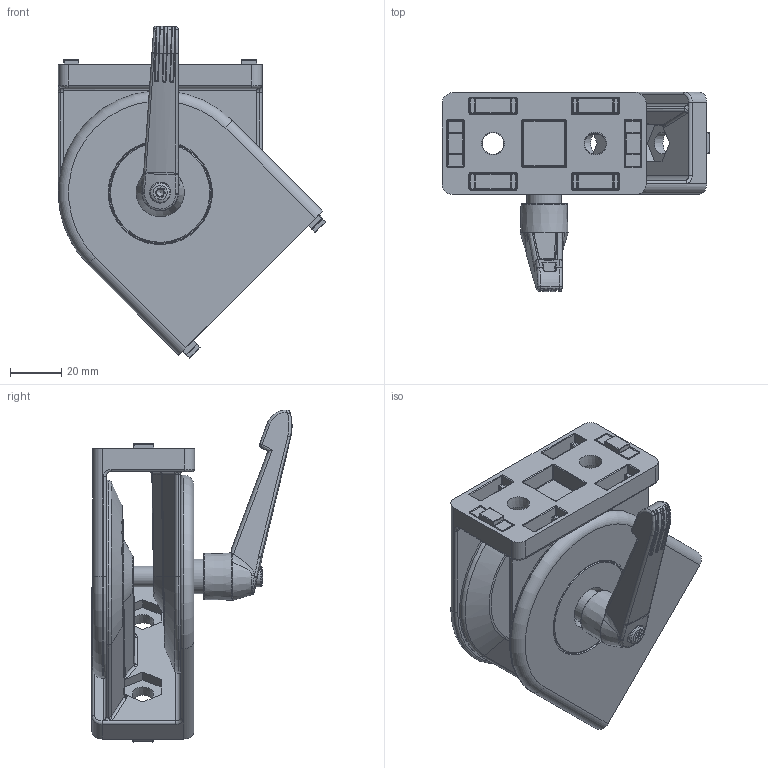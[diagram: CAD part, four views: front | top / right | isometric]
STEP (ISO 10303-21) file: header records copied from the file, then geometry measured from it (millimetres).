
FILE_DESCRIPTION(/* description */ ('KriTec Gelenk 8 80x40 mit Klemmhebel'),/* implementation_level */ '2;1');
FILE_NAME(/* name */ '11279_KriTec_Gelenk_8_80x40_mit_Klemmhebel.stp',/* time_stamp */ '2020-02-12T11:17:07+01:00',/* author */ ('Nell'),/* organization */ (''),/* preprocessor_version */ 'ST-DEVELOPER v17',/* originating_system */ 'Autodesk Inventor 2018',/* authorisation */ '');
FILE_SCHEMA (('AUTOMOTIVE_DESIGN { 1 0 10303 214 3 1 1 }'));
Length unit declared in the file: millimetre
Products named in the file (9): 11279; 11271_2 (2); 11271_3 (2); 11271_1 (2); 11271_4 (2); 11271_5 (2); 11279_8; 11279_2; 11279_1
Assembly tree (14 placements, depth 3):
  11279
    11271_2 (2)  x2
    11271_4 (2)  x2
    11271_3 (2)  x2
    11271_1 (2)
    11271_5 (2)  x4
    11279_8
      11279_2
      11279_1
Bounding box: 104.45 x 78.16 x 129.73 mm (x, y, z)
Volume: 172530.6 mm3; surface area: 91589.8 mm2
Topology: 13 solids, 14 shells, 1856 faces, 4411 edges, 2442 vertices
Faces by surface type: cylinder 664, plane 440, bspline 308, sphere 175, torus 159, cone 110
Full cylindrical faces by diameter (mm): 2 x4, 4.4 x1, 6.8 x3, 7 x1, 8 x3, 8.2 x1, 9 x2, 13 x1, 13.5 x1, 14 x1, 16 x1, 20 x2, 28 x2, 40 x2, 69.6 x2, 70 x2
Entity records: 36423 total; most frequent: CARTESIAN_POINT 14507, DIRECTION 4722, ORIENTED_EDGE 4508, EDGE_CURVE 2254, AXIS2_PLACEMENT_3D 1954, VERTEX_POINT 1329, CIRCLE 1081, EDGE_LOOP 1015
